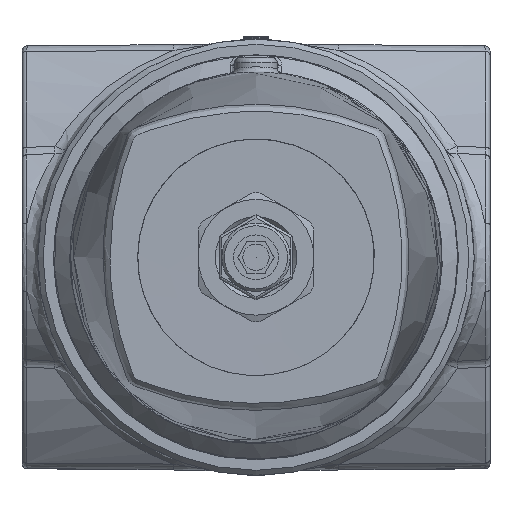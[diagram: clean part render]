
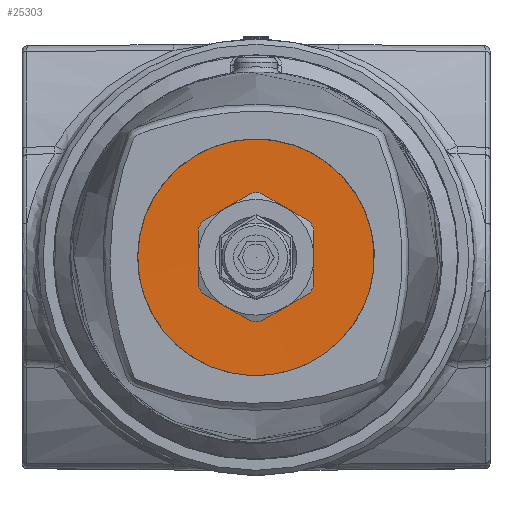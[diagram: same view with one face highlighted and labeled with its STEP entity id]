
A CAD part, front view. The second image highlights one B-rep face of the part: STEP entity #25303.
In plain terms, the highlighted conical face has half-angle 89.788 degrees and reference radius 26.968 mm.
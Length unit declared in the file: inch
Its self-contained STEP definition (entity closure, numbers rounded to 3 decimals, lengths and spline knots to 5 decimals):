
#194=(
BOUNDED_CURVE()
B_SPLINE_CURVE(2,(#37227,#37228,#37229),.UNSPECIFIED.,.F.,.F.)
B_SPLINE_CURVE_WITH_KNOTS((3,3),(0.96941,1.32645),
 .UNSPECIFIED.)
CURVE()
GEOMETRIC_REPRESENTATION_ITEM()
RATIONAL_B_SPLINE_CURVE((1.217,1.228,1.217))
REPRESENTATION_ITEM('')
);
#195=(
BOUNDED_CURVE()
B_SPLINE_CURVE(2,(#37233,#37234,#37235),.UNSPECIFIED.,.F.,.F.)
B_SPLINE_CURVE_WITH_KNOTS((3,3),(0.38479,0.6934),
 .UNSPECIFIED.)
CURVE()
GEOMETRIC_REPRESENTATION_ITEM()
RATIONAL_B_SPLINE_CURVE((1.052,1.061,1.052))
REPRESENTATION_ITEM('')
);
#196=(
BOUNDED_CURVE()
B_SPLINE_CURVE(2,(#37239,#37240,#37241),.UNSPECIFIED.,.F.,.F.)
B_SPLINE_CURVE_WITH_KNOTS((3,3),(0.96941,1.32645),
 .UNSPECIFIED.)
CURVE()
GEOMETRIC_REPRESENTATION_ITEM()
RATIONAL_B_SPLINE_CURVE((1.217,1.228,1.217))
REPRESENTATION_ITEM('')
);
#197=(
BOUNDED_CURVE()
B_SPLINE_CURVE(2,(#37245,#37246,#37247),.UNSPECIFIED.,.F.,.F.)
B_SPLINE_CURVE_WITH_KNOTS((3,3),(0.96941,1.32645),
 .UNSPECIFIED.)
CURVE()
GEOMETRIC_REPRESENTATION_ITEM()
RATIONAL_B_SPLINE_CURVE((1.217,1.228,1.217))
REPRESENTATION_ITEM('')
);
#198=(
BOUNDED_CURVE()
B_SPLINE_CURVE(2,(#37251,#37252,#37253),.UNSPECIFIED.,.F.,.F.)
B_SPLINE_CURVE_WITH_KNOTS((3,3),(0.38479,0.6934),
 .UNSPECIFIED.)
CURVE()
GEOMETRIC_REPRESENTATION_ITEM()
RATIONAL_B_SPLINE_CURVE((1.052,1.061,1.052))
REPRESENTATION_ITEM('')
);
#199=(
BOUNDED_CURVE()
B_SPLINE_CURVE(2,(#37256,#37257,#37258),.UNSPECIFIED.,.F.,.F.)
B_SPLINE_CURVE_WITH_KNOTS((3,3),(0.96941,1.32645),
 .UNSPECIFIED.)
CURVE()
GEOMETRIC_REPRESENTATION_ITEM()
RATIONAL_B_SPLINE_CURVE((1.217,1.228,1.217))
REPRESENTATION_ITEM('')
);
#4013=CONICAL_SURFACE('',#26994,1.06171,89.788);
#4517=FACE_BOUND('',#6396,.T.);
#4771=FACE_OUTER_BOUND('',#6395,.T.);
#6395=EDGE_LOOP('',(#16023,#16024,#16025,#16026,#16027,#16028,#16029,#16030,
#16031,#16032,#16033,#16034));
#6396=EDGE_LOOP('',(#16035));
#8185=CIRCLE('',#26995,0.4369);
#8186=CIRCLE('',#26996,0.4369);
#8187=CIRCLE('',#26997,0.4369);
#8188=CIRCLE('',#26998,0.4369);
#8189=CIRCLE('',#26999,0.4369);
#8190=CIRCLE('',#27000,0.4369);
#8191=CIRCLE('',#27001,0.88582);
#9685=VERTEX_POINT('',#37223);
#9686=VERTEX_POINT('',#37224);
#9687=VERTEX_POINT('',#37226);
#9688=VERTEX_POINT('',#37230);
#9689=VERTEX_POINT('',#37232);
#9690=VERTEX_POINT('',#37236);
#9691=VERTEX_POINT('',#37238);
#9692=VERTEX_POINT('',#37242);
#9693=VERTEX_POINT('',#37244);
#9694=VERTEX_POINT('',#37248);
#9695=VERTEX_POINT('',#37250);
#9696=VERTEX_POINT('',#37254);
#9697=VERTEX_POINT('',#37259);
#12108=EDGE_CURVE('',#9685,#9686,#8185,.T.);
#12109=EDGE_CURVE('',#9687,#9685,#194,.T.);
#12110=EDGE_CURVE('',#9688,#9687,#8186,.T.);
#12111=EDGE_CURVE('',#9689,#9688,#195,.T.);
#12112=EDGE_CURVE('',#9690,#9689,#8187,.T.);
#12113=EDGE_CURVE('',#9691,#9690,#196,.T.);
#12114=EDGE_CURVE('',#9692,#9691,#8188,.T.);
#12115=EDGE_CURVE('',#9693,#9692,#197,.T.);
#12116=EDGE_CURVE('',#9694,#9693,#8189,.T.);
#12117=EDGE_CURVE('',#9695,#9694,#198,.T.);
#12118=EDGE_CURVE('',#9696,#9695,#8190,.T.);
#12119=EDGE_CURVE('',#9686,#9696,#199,.T.);
#12120=EDGE_CURVE('',#9697,#9697,#8191,.T.);
#16023=ORIENTED_EDGE('',*,*,#12108,.F.);
#16024=ORIENTED_EDGE('',*,*,#12109,.F.);
#16025=ORIENTED_EDGE('',*,*,#12110,.F.);
#16026=ORIENTED_EDGE('',*,*,#12111,.F.);
#16027=ORIENTED_EDGE('',*,*,#12112,.F.);
#16028=ORIENTED_EDGE('',*,*,#12113,.F.);
#16029=ORIENTED_EDGE('',*,*,#12114,.F.);
#16030=ORIENTED_EDGE('',*,*,#12115,.F.);
#16031=ORIENTED_EDGE('',*,*,#12116,.F.);
#16032=ORIENTED_EDGE('',*,*,#12117,.F.);
#16033=ORIENTED_EDGE('',*,*,#12118,.F.);
#16034=ORIENTED_EDGE('',*,*,#12119,.F.);
#16035=ORIENTED_EDGE('',*,*,#12120,.F.);
#25303=ADVANCED_FACE('',(#4771,#4517),#4013,.F.);
#26994=AXIS2_PLACEMENT_3D('',#37222,#29822,#29823);
#26995=AXIS2_PLACEMENT_3D('',#37225,#29824,#29825);
#26996=AXIS2_PLACEMENT_3D('',#37231,#29826,#29827);
#26997=AXIS2_PLACEMENT_3D('',#37237,#29828,#29829);
#26998=AXIS2_PLACEMENT_3D('',#37243,#29830,#29831);
#26999=AXIS2_PLACEMENT_3D('',#37249,#29832,#29833);
#27000=AXIS2_PLACEMENT_3D('',#37255,#29834,#29835);
#27001=AXIS2_PLACEMENT_3D('',#37260,#29836,#29837);
#29822=DIRECTION('center_axis',(0.,-1.,0.));
#29823=DIRECTION('ref_axis',(0.,0.,-1.));
#29824=DIRECTION('center_axis',(0.,-1.,0.));
#29825=DIRECTION('ref_axis',(0.,0.,1.));
#29826=DIRECTION('center_axis',(0.,-1.,0.));
#29827=DIRECTION('ref_axis',(0.,0.,1.));
#29828=DIRECTION('center_axis',(0.,-1.,0.));
#29829=DIRECTION('ref_axis',(0.,0.,1.));
#29830=DIRECTION('center_axis',(0.,-1.,0.));
#29831=DIRECTION('ref_axis',(0.,0.,1.));
#29832=DIRECTION('center_axis',(0.,-1.,0.));
#29833=DIRECTION('ref_axis',(0.,0.,1.));
#29834=DIRECTION('center_axis',(0.,-1.,0.));
#29835=DIRECTION('ref_axis',(0.,0.,1.));
#29836=DIRECTION('center_axis',(0.,1.,0.));
#29837=DIRECTION('ref_axis',(0.,0.,-1.));
#37222=CARTESIAN_POINT('Origin',(0.,-6.3189,0.));
#37223=CARTESIAN_POINT('',(-0.16653,-6.31658,-0.40392));
#37224=CARTESIAN_POINT('',(0.16653,-6.31658,-0.40392));
#37225=CARTESIAN_POINT('Origin',(0.,-6.31658,
0.));
#37226=CARTESIAN_POINT('',(-0.26654,-6.31658,-0.34618));
#37227=CARTESIAN_POINT('Ctrl Pts',(-0.26654,-6.31658,
-0.34618));
#37228=CARTESIAN_POINT('Ctrl Pts',(-0.21654,-6.31655,
-0.37505));
#37229=CARTESIAN_POINT('Ctrl Pts',(-0.16653,-6.31658,
-0.40392));
#37230=CARTESIAN_POINT('',(-0.43307,-6.31658,-0.05774));
#37231=CARTESIAN_POINT('Origin',(0.,-6.31658,
0.));
#37232=CARTESIAN_POINT('',(-0.43307,-6.31658,0.05774));
#37233=CARTESIAN_POINT('Ctrl Pts',(-0.43307,-6.31658,
0.05774));
#37234=CARTESIAN_POINT('Ctrl Pts',(-0.43307,-6.31655,
0.));
#37235=CARTESIAN_POINT('Ctrl Pts',(-0.43307,-6.31658,
-0.05774));
#37236=CARTESIAN_POINT('',(-0.26654,-6.31658,0.34618));
#37237=CARTESIAN_POINT('Origin',(0.,-6.31658,
0.));
#37238=CARTESIAN_POINT('',(-0.16653,-6.31658,0.40392));
#37239=CARTESIAN_POINT('Ctrl Pts',(-0.16653,-6.31658,
0.40392));
#37240=CARTESIAN_POINT('Ctrl Pts',(-0.21654,-6.31655,
0.37505));
#37241=CARTESIAN_POINT('Ctrl Pts',(-0.26654,-6.31658,
0.34618));
#37242=CARTESIAN_POINT('',(0.16653,-6.31658,0.40392));
#37243=CARTESIAN_POINT('Origin',(0.,-6.31658,
0.));
#37244=CARTESIAN_POINT('',(0.26654,-6.31658,0.34618));
#37245=CARTESIAN_POINT('Ctrl Pts',(0.26654,-6.31658,
0.34618));
#37246=CARTESIAN_POINT('Ctrl Pts',(0.21654,-6.31655,
0.37505));
#37247=CARTESIAN_POINT('Ctrl Pts',(0.16653,-6.31658,
0.40392));
#37248=CARTESIAN_POINT('',(0.43307,-6.31658,0.05774));
#37249=CARTESIAN_POINT('Origin',(0.,-6.31658,
0.));
#37250=CARTESIAN_POINT('',(0.43307,-6.31658,-0.05774));
#37251=CARTESIAN_POINT('Ctrl Pts',(0.43307,-6.31658,
-0.05774));
#37252=CARTESIAN_POINT('Ctrl Pts',(0.43307,-6.31655,
0.));
#37253=CARTESIAN_POINT('Ctrl Pts',(0.43307,-6.31658,
0.05774));
#37254=CARTESIAN_POINT('',(0.26654,-6.31658,-0.34618));
#37255=CARTESIAN_POINT('Origin',(0.,-6.31658,
0.));
#37256=CARTESIAN_POINT('Ctrl Pts',(0.16653,-6.31658,
-0.40392));
#37257=CARTESIAN_POINT('Ctrl Pts',(0.21654,-6.31655,
-0.37505));
#37258=CARTESIAN_POINT('Ctrl Pts',(0.26654,-6.31658,
-0.34618));
#37259=CARTESIAN_POINT('',(0.,-6.31825,0.88582));
#37260=CARTESIAN_POINT('Origin',(0.,-6.31825,0.));
